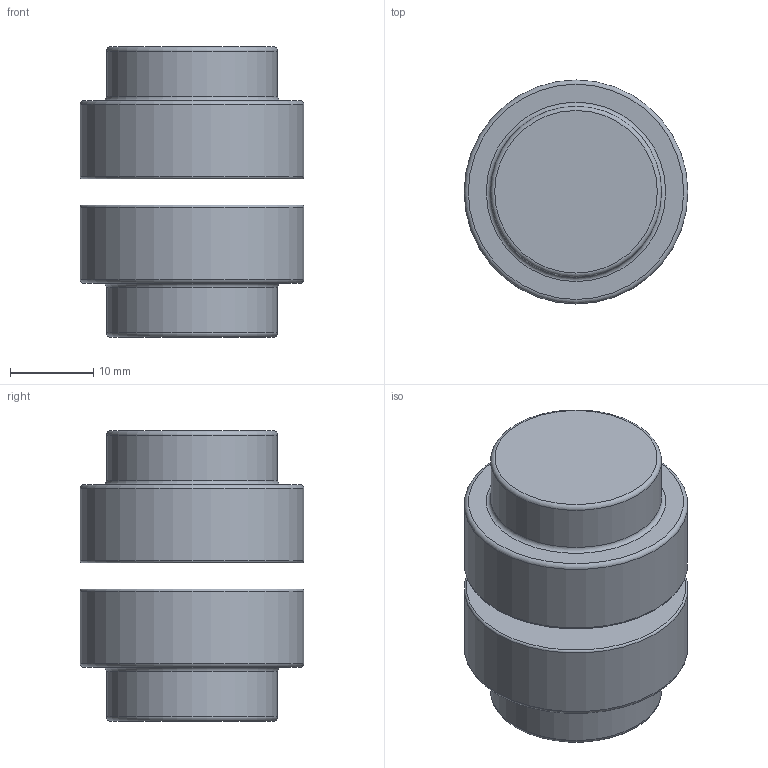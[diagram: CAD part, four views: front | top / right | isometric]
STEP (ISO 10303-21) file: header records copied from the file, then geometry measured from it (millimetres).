
FILE_DESCRIPTION (( 'STEP AP203' ), '1' );
FILE_NAME ('MTD-0.2 SOLID.STEP', '2013-10-09T19:23:08', ( 'Kevin McCleary' ), ( 'Magnetic Technologies LTD' ), 'SwSTEP 2.0', 'SolidWorks 2011', '' );
FILE_SCHEMA (( 'CONFIG_CONTROL_DESIGN' ));
Length unit declared in the file: inch
Products named in the file (1): MTD-0.2 SOLID
Bounding box: 26.92 x 26.92 x 34.92 mm (x, y, z)
Volume: 14996.4 mm3; surface area: 4592.5 mm2
Topology: 2 solids, 2 shells, 18 faces, 28 edges, 16 vertices
Faces by surface type: torus 8, plane 6, cylinder 4
Full cylindrical faces by diameter (mm): 20.574 x2, 26.924 x2
Entity records: 421 total; most frequent: DIRECTION 70, CARTESIAN_POINT 51, AXIS2_PLACEMENT_3D 35, ORIENTED_EDGE 32, EDGE_LOOP 32, FACE_OUTER_BOUND 30, ADVANCED_FACE 18, CIRCLE 16
